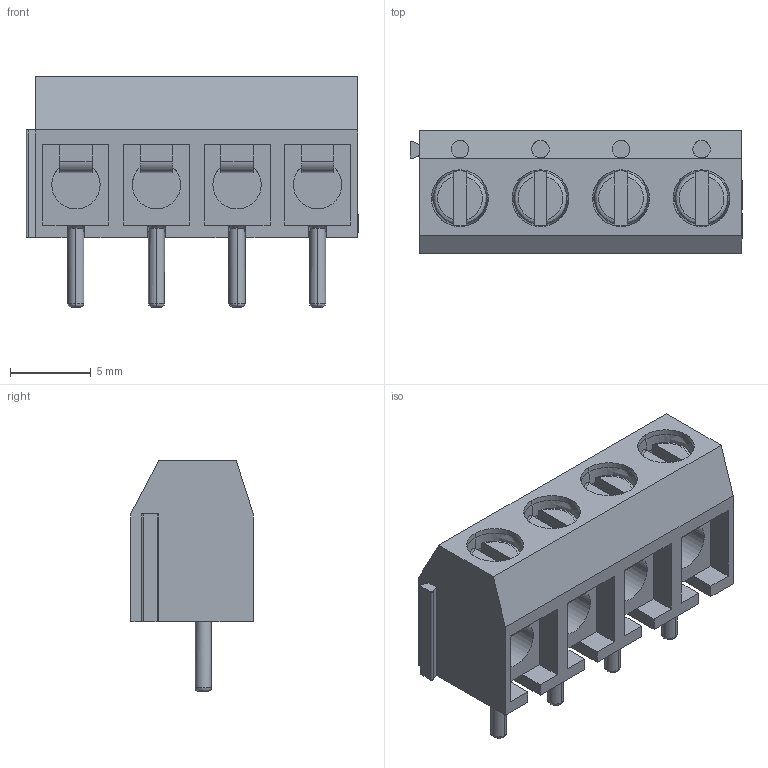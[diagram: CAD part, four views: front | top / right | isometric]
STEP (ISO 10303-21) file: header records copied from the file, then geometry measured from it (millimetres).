
FILE_DESCRIPTION (( 'STEP AP214' ), '1' );
FILE_NAME ('CONN-TH_DEGSON_DG301-5.0-04P.STEP', '2024-07-22T00:37:21', ( 'PC' ), ( 'Microsoft' ), 'SwSTEP 2.0', 'SolidWorks 2020', '' );
FILE_SCHEMA (( 'AUTOMOTIVE_DESIGN' ));
Length unit declared in the file: millimetre
Products named in the file (1): CONN-TH_DEGSON_DG301-5.0-04P
Bounding box: 20.61 x 7.6 x 14.3 mm (x, y, z)
Volume: 1148.9 mm3; surface area: 1391.6 mm2
Topology: 14 solids, 21 shells, 808 faces, 2244 edges, 1482 vertices
Faces by surface type: plane 588, bspline 138, cylinder 62, cone 20
Entity records: 35699 total; most frequent: CARTESIAN_POINT 6761, ORIENTED_EDGE 4488, DIRECTION 3530, EDGE_CURVE 2244, LINE 1708, VECTOR 1708, VERTEX_POINT 1482, AXIS2_PLACEMENT_3D 911
